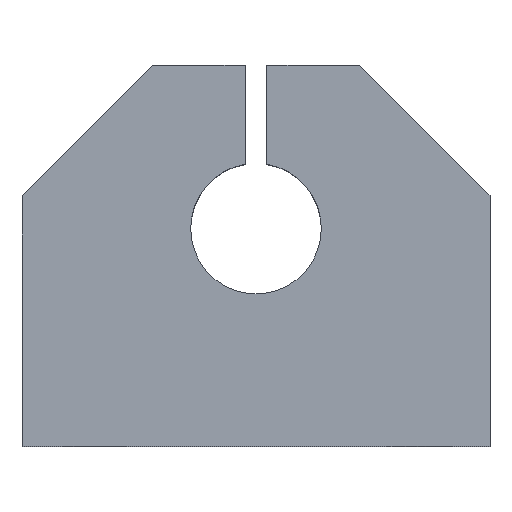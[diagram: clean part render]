
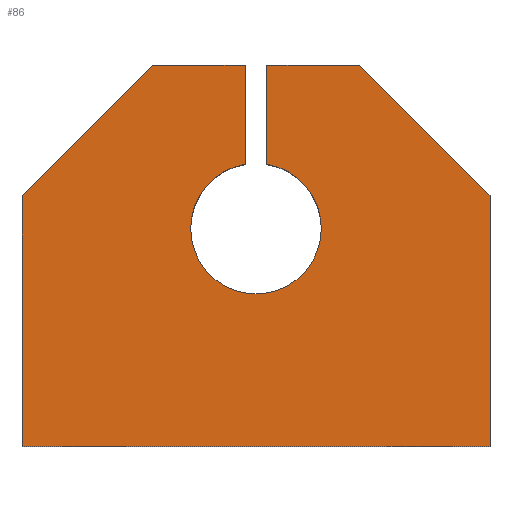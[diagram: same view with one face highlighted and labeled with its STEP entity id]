
A CAD part, top view. The second image highlights one B-rep face of the part: STEP entity #86.
In plain terms, the highlighted planar face has unit normal (0, 0, 1).
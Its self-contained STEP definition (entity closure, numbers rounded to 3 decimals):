
#86 = ADVANCED_FACE( '', ( #185 ), #186, .T. );
#185 = FACE_OUTER_BOUND( '', #284, .T. );
#186 = PLANE( '', #285 );
#284 = EDGE_LOOP( '', ( #454, #455, #456, #457, #458, #459, #460, #461, #462, #463 ) );
#285 = AXIS2_PLACEMENT_3D( '', #464, #465, #466 );
#454 = ORIENTED_EDGE( '', *, *, #516, .T. );
#455 = ORIENTED_EDGE( '', *, *, #521, .T. );
#456 = ORIENTED_EDGE( '', *, *, #511, .T. );
#457 = ORIENTED_EDGE( '', *, *, #545, .T. );
#458 = ORIENTED_EDGE( '', *, *, #502, .T. );
#459 = ORIENTED_EDGE( '', *, *, #498, .T. );
#460 = ORIENTED_EDGE( '', *, *, #507, .F. );
#461 = ORIENTED_EDGE( '', *, *, #551, .T. );
#462 = ORIENTED_EDGE( '', *, *, #526, .T. );
#463 = ORIENTED_EDGE( '', *, *, #555, .T. );
#464 = CARTESIAN_POINT( '', ( 0., 20., 20. ) );
#465 = DIRECTION( '', ( 0., 0., 1. ) );
#466 = DIRECTION( '', ( 1., 0., 0. ) );
#498 = EDGE_CURVE( '', #573, #571, #574, .T. );
#502 = EDGE_CURVE( '', #579, #573, #580, .T. );
#507 = EDGE_CURVE( '', #585, #571, #587, .T. );
#511 = EDGE_CURVE( '', #594, #592, #595, .T. );
#516 = EDGE_CURVE( '', #603, #601, #604, .T. );
#521 = EDGE_CURVE( '', #601, #594, #610, .T. );
#526 = EDGE_CURVE( '', #619, #617, #620, .T. );
#545 = EDGE_CURVE( '', #592, #579, #646, .T. );
#551 = EDGE_CURVE( '', #585, #619, #655, .T. );
#555 = EDGE_CURVE( '', #617, #603, #660, .T. );
#571 = VERTEX_POINT( '', #678 );
#573 = VERTEX_POINT( '', #681 );
#574 = LINE( '', #682, #683 );
#579 = VERTEX_POINT( '', #690 );
#580 = LINE( '', #691, #692 );
#585 = VERTEX_POINT( '', #698 );
#587 = CIRCLE( '', #701, 6. );
#592 = VERTEX_POINT( '', #707 );
#594 = VERTEX_POINT( '', #710 );
#595 = LINE( '', #711, #712 );
#601 = VERTEX_POINT( '', #720 );
#603 = VERTEX_POINT( '', #723 );
#604 = LINE( '', #724, #725 );
#610 = LINE( '', #733, #734 );
#617 = VERTEX_POINT( '', #742 );
#619 = VERTEX_POINT( '', #745 );
#620 = LINE( '', #746, #747 );
#646 = LINE( '', #929, #930 );
#655 = LINE( '', #939, #940 );
#660 = LINE( '', #945, #946 );
#678 = CARTESIAN_POINT( '', ( 1., 25.916, 20. ) );
#681 = CARTESIAN_POINT( '', ( 1., 35., 20. ) );
#682 = CARTESIAN_POINT( '', ( 1., 35., 20. ) );
#683 = VECTOR( '', #962, 1000. );
#690 = CARTESIAN_POINT( '', ( 9.5, 35., 20. ) );
#691 = CARTESIAN_POINT( '', ( 9.5, 35., 20. ) );
#692 = VECTOR( '', #965, 1000. );
#698 = CARTESIAN_POINT( '', ( -1., 25.916, 20. ) );
#701 = AXIS2_PLACEMENT_3D( '', #971, #972, #973 );
#707 = CARTESIAN_POINT( '', ( 21.5, 23., 20. ) );
#710 = CARTESIAN_POINT( '', ( 21.5, 0., 20. ) );
#711 = CARTESIAN_POINT( '', ( 21.5, 0., 20. ) );
#712 = VECTOR( '', #976, 1000. );
#720 = CARTESIAN_POINT( '', ( -21.5, 0., 20. ) );
#723 = CARTESIAN_POINT( '', ( -21.5, 23., 20. ) );
#724 = CARTESIAN_POINT( '', ( -21.5, 23., 20. ) );
#725 = VECTOR( '', #980, 1000. );
#733 = CARTESIAN_POINT( '', ( -21.5, 0., 20. ) );
#734 = VECTOR( '', #986, 1000. );
#742 = CARTESIAN_POINT( '', ( -9.5, 35., 20. ) );
#745 = CARTESIAN_POINT( '', ( -1., 35., 20. ) );
#746 = CARTESIAN_POINT( '', ( -1., 35., 20. ) );
#747 = VECTOR( '', #992, 1000. );
#929 = CARTESIAN_POINT( '', ( 21.5, 23., 20. ) );
#930 = VECTOR( '', #1012, 1000. );
#939 = CARTESIAN_POINT( '', ( -1., 25.916, 20. ) );
#940 = VECTOR( '', #1022, 1000. );
#945 = CARTESIAN_POINT( '', ( -9.5, 35., 20. ) );
#946 = VECTOR( '', #1026, 1000. );
#962 = DIRECTION( '', ( 0., -1., 0. ) );
#965 = DIRECTION( '', ( -1., 0., 0. ) );
#971 = CARTESIAN_POINT( '', ( 0., 20., 20. ) );
#972 = DIRECTION( '', ( 0., 0., 1. ) );
#973 = DIRECTION( '', ( 1., 0., 0. ) );
#976 = DIRECTION( '', ( 0., 1., 0. ) );
#980 = DIRECTION( '', ( 0., -1., 0. ) );
#986 = DIRECTION( '', ( 1., 0., 0. ) );
#992 = DIRECTION( '', ( -1., 0., 0. ) );
#1012 = DIRECTION( '', ( -0.707, 0.707, 0. ) );
#1022 = DIRECTION( '', ( 0., 1., 0. ) );
#1026 = DIRECTION( '', ( -0.707, -0.707, 0. ) );
